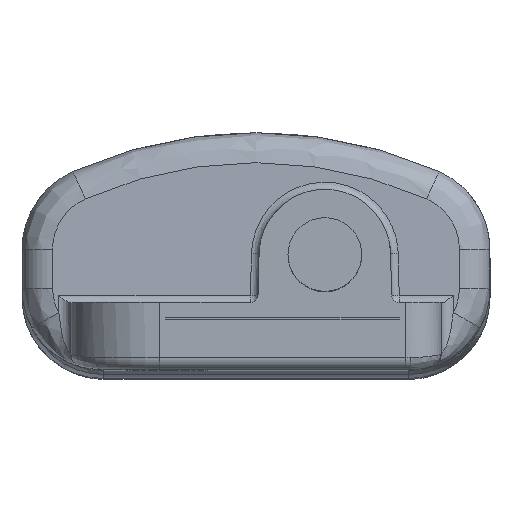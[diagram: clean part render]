
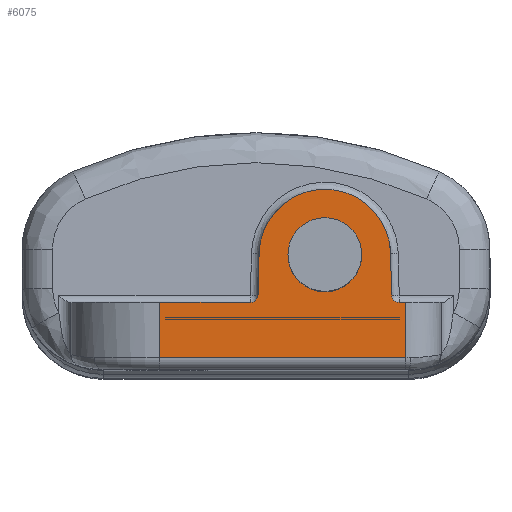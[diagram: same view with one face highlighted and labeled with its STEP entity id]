
A CAD part, top view. The second image highlights one B-rep face of the part: STEP entity #6075.
In plain terms, the highlighted planar face has unit normal (0, 0, 1).
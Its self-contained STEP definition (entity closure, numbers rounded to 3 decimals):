
#2002=DIRECTION('',(0.,-1.,0.));
#2003=VECTOR('',#2002,3.6);
#2004=CARTESIAN_POINT('',(-6.3,-0.1,36.8));
#2005=LINE('',#2004,#2003);
#2006=DIRECTION('',(-1.,0.,0.));
#2007=VECTOR('',#2006,5.936);
#2008=CARTESIAN_POINT('',(-0.364,-0.1,36.8));
#2009=LINE('',#2008,#2007);
#2010=DIRECTION('',(-0.024,-1.,0.));
#2011=VECTOR('',#2010,2.716);
#2012=CARTESIAN_POINT('',(0.201,3.104,36.8));
#2013=LINE('',#2012,#2011);
#2014=CARTESIAN_POINT('',(4.5,3.,36.8));
#2015=DIRECTION('',(0.,0.,1.));
#2016=DIRECTION('',(1.,0.024,0.));
#2017=AXIS2_PLACEMENT_3D('',#2014,#2015,#2016);
#2019=DIRECTION('',(-0.024,1.,0.));
#2020=VECTOR('',#2019,2.716);
#2021=CARTESIAN_POINT('',(8.864,0.388,36.8));
#2022=LINE('',#2021,#2020);
#2023=DIRECTION('',(-1.,0.,0.));
#2024=VECTOR('',#2023,0.436);
#2025=CARTESIAN_POINT('',(9.8,-0.1,36.8));
#2026=LINE('',#2025,#2024);
#2027=DIRECTION('',(0.,1.,0.));
#2028=VECTOR('',#2027,3.6);
#2029=CARTESIAN_POINT('',(9.8,-3.7,36.8));
#2030=LINE('',#2029,#2028);
#2031=DIRECTION('',(1.,0.,0.));
#2032=VECTOR('',#2031,16.1);
#2033=CARTESIAN_POINT('',(-6.3,-3.7,36.8));
#2034=LINE('',#2033,#2032);
#2035=CARTESIAN_POINT('',(4.5,3.,36.8));
#2036=DIRECTION('',(0.,0.,1.));
#2037=DIRECTION('',(0.,-1.,0.));
#2038=AXIS2_PLACEMENT_3D('',#2035,#2036,#2037);
#2040=CARTESIAN_POINT('',(4.5,3.,36.8));
#2041=DIRECTION('',(0.,0.,1.));
#2042=DIRECTION('',(0.,1.,0.));
#2043=AXIS2_PLACEMENT_3D('',#2040,#2041,#2042);
#2126=CARTESIAN_POINT('',(-0.364,0.4,36.8));
#2127=DIRECTION('',(0.,0.,-1.));
#2128=DIRECTION('',(1.,-0.024,0.));
#2129=AXIS2_PLACEMENT_3D('',#2126,#2127,#2128);
#2217=CARTESIAN_POINT('',(9.364,0.4,36.8));
#2218=DIRECTION('',(0.,0.,-1.));
#2219=DIRECTION('',(0.,-1.,0.));
#2220=AXIS2_PLACEMENT_3D('',#2217,#2218,#2219);
#2476=CARTESIAN_POINT('',(8.799,3.104,36.8));
#2477=CARTESIAN_POINT('',(0.201,3.104,36.8));
#2478=VERTEX_POINT('',#2476);
#2479=VERTEX_POINT('',#2477);
#2481=CARTESIAN_POINT('',(-6.3,-0.1,36.8));
#2483=VERTEX_POINT('',#2481);
#2484=CARTESIAN_POINT('',(9.8,-0.1,36.8));
#2486=VERTEX_POINT('',#2484);
#2488=CARTESIAN_POINT('',(-6.3,-3.7,36.8));
#2489=VERTEX_POINT('',#2488);
#2490=CARTESIAN_POINT('',(9.8,-3.7,36.8));
#2492=VERTEX_POINT('',#2490);
#2596=CARTESIAN_POINT('',(0.136,0.388,36.8));
#2597=VERTEX_POINT('',#2596);
#2598=CARTESIAN_POINT('',(8.864,0.388,36.8));
#2599=VERTEX_POINT('',#2598);
#2600=CARTESIAN_POINT('',(-0.364,-0.1,36.8));
#2601=VERTEX_POINT('',#2600);
#2602=CARTESIAN_POINT('',(9.364,-0.1,36.8));
#2603=VERTEX_POINT('',#2602);
#2661=CARTESIAN_POINT('',(4.5,0.59,36.8));
#2662=CARTESIAN_POINT('',(4.5,5.41,36.8));
#2663=VERTEX_POINT('',#2661);
#2664=VERTEX_POINT('',#2662);
#6045=CARTESIAN_POINT('',(0.,-2.5,36.8));
#6046=DIRECTION('',(0.,0.,1.));
#6047=DIRECTION('',(1.,0.,0.));
#6048=AXIS2_PLACEMENT_3D('',#6045,#6046,#6047);
#6049=PLANE('',#6048);
#6051=ORIENTED_EDGE('',*,*,#6050,.F.);
#6053=ORIENTED_EDGE('',*,*,#6052,.F.);
#6055=ORIENTED_EDGE('',*,*,#6054,.F.);
#6057=ORIENTED_EDGE('',*,*,#6056,.F.);
#6059=ORIENTED_EDGE('',*,*,#6058,.F.);
#6061=ORIENTED_EDGE('',*,*,#6060,.F.);
#6063=ORIENTED_EDGE('',*,*,#6062,.F.);
#6064=ORIENTED_EDGE('',*,*,#5644,.F.);
#6065=ORIENTED_EDGE('',*,*,#6009,.F.);
#6066=ORIENTED_EDGE('',*,*,#6036,.F.);
#6067=EDGE_LOOP('',(#6051,#6053,#6055,#6057,#6059,#6061,#6063,#6064,#6065,
#6066));
#6068=FACE_OUTER_BOUND('',#6067,.F.);
#6070=ORIENTED_EDGE('',*,*,#6069,.T.);
#6072=ORIENTED_EDGE('',*,*,#6071,.T.);
#6073=EDGE_LOOP('',(#6070,#6072));
#6074=FACE_BOUND('',#6073,.F.);
#6075=ADVANCED_FACE('',(#6068,#6074),#6049,.T.);
#2018=CIRCLE('',#2017,4.3);
#2039=CIRCLE('',#2038,2.41);
#2044=CIRCLE('',#2043,2.41);
#2130=CIRCLE('',#2129,0.5);
#2221=CIRCLE('',#2220,0.5);
#5644=EDGE_CURVE('',#2486,#2603,#2026,.T.);
#6009=EDGE_CURVE('',#2492,#2486,#2030,.T.);
#6036=EDGE_CURVE('',#2489,#2492,#2034,.T.);
#6050=EDGE_CURVE('',#2483,#2489,#2005,.T.);
#6052=EDGE_CURVE('',#2601,#2483,#2009,.T.);
#6054=EDGE_CURVE('',#2597,#2601,#2130,.T.);
#6056=EDGE_CURVE('',#2479,#2597,#2013,.T.);
#6058=EDGE_CURVE('',#2478,#2479,#2018,.T.);
#6060=EDGE_CURVE('',#2599,#2478,#2022,.T.);
#6062=EDGE_CURVE('',#2603,#2599,#2221,.T.);
#6069=EDGE_CURVE('',#2663,#2664,#2039,.T.);
#6071=EDGE_CURVE('',#2664,#2663,#2044,.T.);
